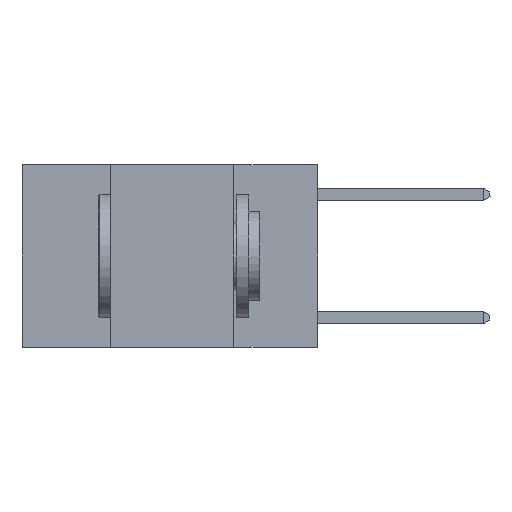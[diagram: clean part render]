
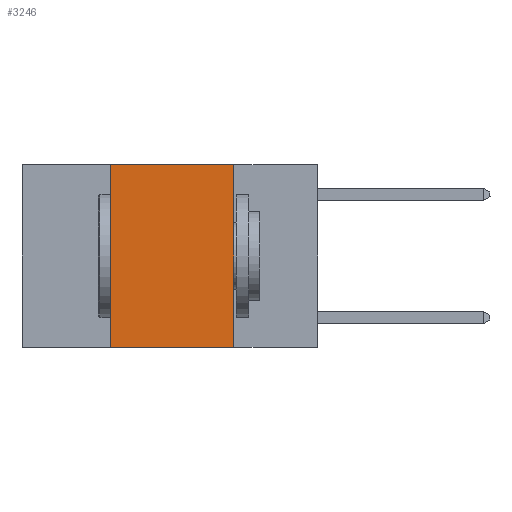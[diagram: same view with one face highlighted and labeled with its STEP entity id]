
A CAD part, left-side view. The second image highlights one B-rep face of the part: STEP entity #3246.
In plain terms, the highlighted planar face has unit normal (-1, 0, 0).
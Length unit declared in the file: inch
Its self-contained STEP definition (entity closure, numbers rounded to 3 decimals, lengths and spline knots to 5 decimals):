
#153 = FACE_OUTER_BOUND ( 'NONE', #11993, .T. ) ;
#792 = ORIENTED_EDGE ( 'NONE', *, *, #13973, .F. ) ;
#1438 = VERTEX_POINT ( 'NONE', #7232 ) ;
#1831 = VECTOR ( 'NONE', #10992, 39.37008 ) ;
#2430 = VECTOR ( 'NONE', #13125, 39.37008 ) ;
#2889 = DIRECTION ( 'NONE',  ( 0., -1., 0. ) ) ;
#3246 = ADVANCED_FACE ( 'NONE', ( #153 ), #3566, .F. ) ;
#3281 = VERTEX_POINT ( 'NONE', #9030 ) ;
#3292 = LINE ( 'NONE', #4306, #1831 ) ;
#3420 = CARTESIAN_POINT ( 'NONE',  ( 0., 0.6, -0.37 ) ) ;
#3566 = PLANE ( 'NONE',  #6283 ) ;
#4251 = EDGE_CURVE ( 'NONE', #4902, #3281, #7083, .T. ) ;
#4306 = CARTESIAN_POINT ( 'NONE',  ( 0., 0.17, 0. ) ) ;
#4902 = VERTEX_POINT ( 'NONE', #9036 ) ;
#5311 = CARTESIAN_POINT ( 'NONE',  ( 0., 0.42, 0. ) ) ;
#6134 = CARTESIAN_POINT ( 'NONE',  ( 0., 0.6, 0. ) ) ;
#6283 = AXIS2_PLACEMENT_3D ( 'NONE', #12639, #8332, #13699 ) ;
#7083 = LINE ( 'NONE', #6134, #11339 ) ;
#7232 = CARTESIAN_POINT ( 'NONE',  ( 0., 0.42, -0.37 ) ) ;
#7545 = EDGE_CURVE ( 'NONE', #1438, #4902, #10911, .T. ) ;
#8332 = DIRECTION ( 'NONE',  ( 1., 0., 0. ) ) ;
#8724 = ORIENTED_EDGE ( 'NONE', *, *, #7545, .F. ) ;
#9030 = CARTESIAN_POINT ( 'NONE',  ( 0., 0.17, 0. ) ) ;
#9031 = EDGE_CURVE ( 'NONE', #1438, #9408, #12000, .T. ) ;
#9036 = CARTESIAN_POINT ( 'NONE',  ( 0., 0.42, 0. ) ) ;
#9408 = VERTEX_POINT ( 'NONE', #10763 ) ;
#9699 = DIRECTION ( 'NONE',  ( 0., 0., 1. ) ) ;
#10475 = VECTOR ( 'NONE', #9699, 39.37008 ) ;
#10763 = CARTESIAN_POINT ( 'NONE',  ( 0., 0.17, -0.37 ) ) ;
#10911 = LINE ( 'NONE', #5311, #10475 ) ;
#10992 = DIRECTION ( 'NONE',  ( 0., 0., -1. ) ) ;
#11339 = VECTOR ( 'NONE', #2889, 39.37008 ) ;
#11993 = EDGE_LOOP ( 'NONE', ( #792, #12778, #8724, #13602 ) ) ;
#12000 = LINE ( 'NONE', #3420, #2430 ) ;
#12639 = CARTESIAN_POINT ( 'NONE',  ( 0., 0.6, 0. ) ) ;
#12778 = ORIENTED_EDGE ( 'NONE', *, *, #4251, .F. ) ;
#13125 = DIRECTION ( 'NONE',  ( 0., -1., 0. ) ) ;
#13602 = ORIENTED_EDGE ( 'NONE', *, *, #9031, .T. ) ;
#13699 = DIRECTION ( 'NONE',  ( 0., 0., -1. ) ) ;
#13973 = EDGE_CURVE ( 'NONE', #3281, #9408, #3292, .T. ) ;
